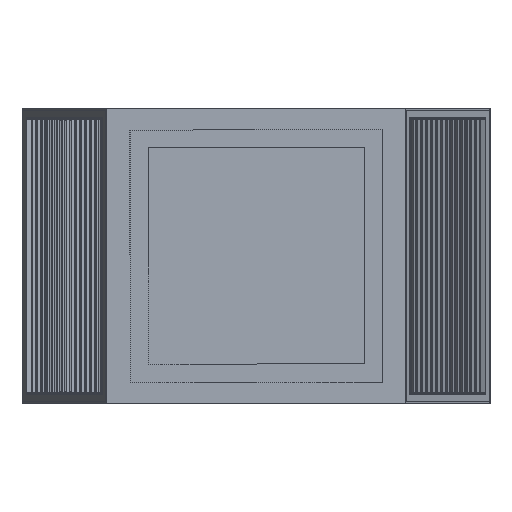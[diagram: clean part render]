
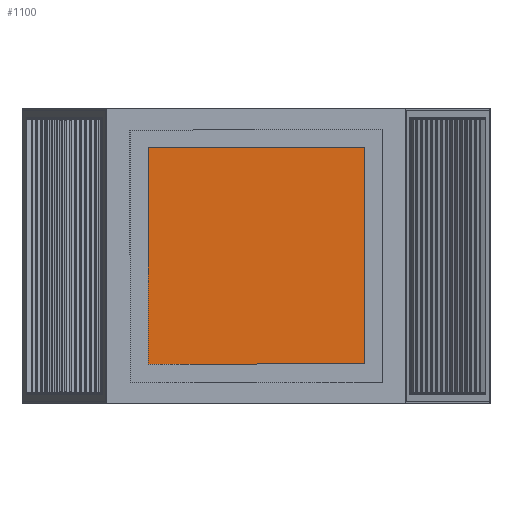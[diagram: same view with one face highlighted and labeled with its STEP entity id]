
A CAD part, front view. The second image highlights one B-rep face of the part: STEP entity #1100.
In plain terms, the highlighted planar face has unit normal (0, -1, 0).
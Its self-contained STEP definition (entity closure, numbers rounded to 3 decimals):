
#23 = CARTESIAN_POINT ( 'NONE',  ( -356.403, 361.45, 0.7 ) ) ;
#143 = EDGE_LOOP ( 'NONE', ( #2826, #1618, #3350, #2649 ) ) ;
#567 = CARTESIAN_POINT ( 'NONE',  ( -356.403, 361.45, 819.3 ) ) ;
#777 = DIRECTION ( 'NONE',  ( 0., 0., -1. ) ) ;
#951 = DIRECTION ( 'NONE',  ( 1., 0., 0. ) ) ;
#1100 = ADVANCED_FACE ( 'NONE', ( #1299 ), #2133, .T. ) ;
#1123 = LINE ( 'NONE', #1492, #2691 ) ;
#1147 = VERTEX_POINT ( 'NONE', #567 ) ;
#1299 = FACE_OUTER_BOUND ( 'NONE', #143, .T. ) ;
#1492 = CARTESIAN_POINT ( 'NONE',  ( -356.737, 361.45, 0.7 ) ) ;
#1618 = ORIENTED_EDGE ( 'NONE', *, *, #2870, .F. ) ;
#1879 = DIRECTION ( 'NONE',  ( 0., -1., 0. ) ) ;
#1953 = VERTEX_POINT ( 'NONE', #3430 ) ;
#1973 = CARTESIAN_POINT ( 'NONE',  ( -356.737, 361.45, 820. ) ) ;
#2003 = LINE ( 'NONE', #3087, #2650 ) ;
#2043 = LINE ( 'NONE', #3006, #3553 ) ;
#2133 = PLANE ( 'NONE',  #2177 ) ;
#2177 = AXIS2_PLACEMENT_3D ( 'NONE', #1973, #1879, #951 ) ;
#2286 = EDGE_CURVE ( 'NONE', #1147, #2567, #2043, .T. ) ;
#2459 = CARTESIAN_POINT ( 'NONE',  ( 356.403, 361.45, 820. ) ) ;
#2467 = EDGE_CURVE ( 'NONE', #1953, #1147, #2003, .T. ) ;
#2517 = VERTEX_POINT ( 'NONE', #2520 ) ;
#2520 = CARTESIAN_POINT ( 'NONE',  ( 356.403, 361.45, 0.7 ) ) ;
#2549 = VECTOR ( 'NONE', #3039, 1000. ) ;
#2567 = VERTEX_POINT ( 'NONE', #23 ) ;
#2649 = ORIENTED_EDGE ( 'NONE', *, *, #2286, .T. ) ;
#2650 = VECTOR ( 'NONE', #3368, 1000. ) ;
#2679 = EDGE_CURVE ( 'NONE', #2517, #2567, #1123, .T. ) ;
#2691 = VECTOR ( 'NONE', #3475, 1000. ) ;
#2826 = ORIENTED_EDGE ( 'NONE', *, *, #2679, .F. ) ;
#2870 = EDGE_CURVE ( 'NONE', #1953, #2517, #3294, .T. ) ;
#3006 = CARTESIAN_POINT ( 'NONE',  ( -356.403, 361.45, 820. ) ) ;
#3039 = DIRECTION ( 'NONE',  ( 0., 0., -1. ) ) ;
#3087 = CARTESIAN_POINT ( 'NONE',  ( -356.737, 361.45, 819.3 ) ) ;
#3294 = LINE ( 'NONE', #2459, #2549 ) ;
#3350 = ORIENTED_EDGE ( 'NONE', *, *, #2467, .T. ) ;
#3368 = DIRECTION ( 'NONE',  ( -1., 0., 0. ) ) ;
#3430 = CARTESIAN_POINT ( 'NONE',  ( 356.403, 361.45, 819.3 ) ) ;
#3475 = DIRECTION ( 'NONE',  ( -1., 0., 0. ) ) ;
#3553 = VECTOR ( 'NONE', #777, 1000. ) ;
